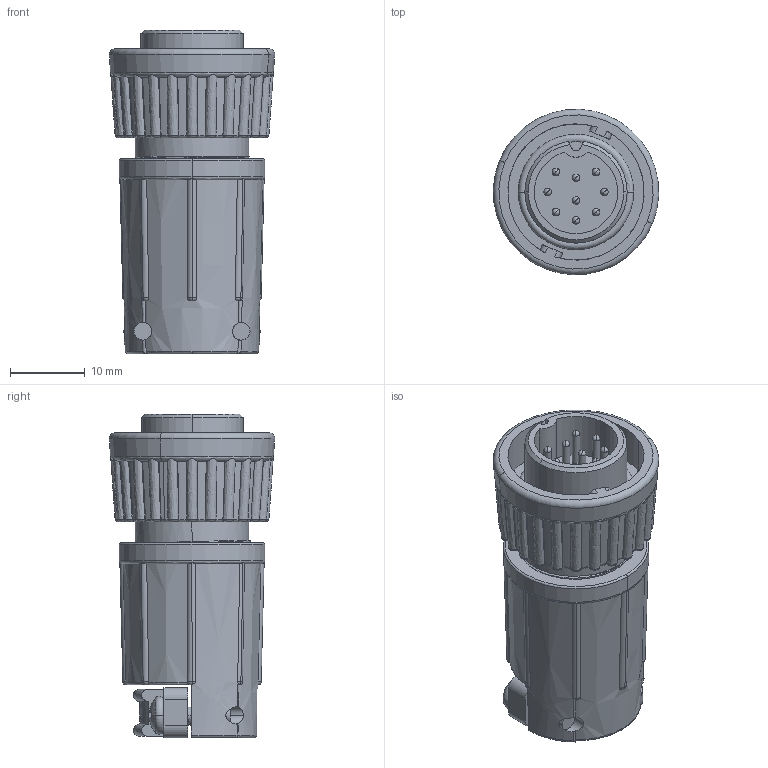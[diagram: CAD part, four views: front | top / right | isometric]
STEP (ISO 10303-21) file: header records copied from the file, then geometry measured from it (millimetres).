
FILE_DESCRIPTION (( 'STEP AP203' ), '1' );
FILE_NAME ('3280-9PG-524.STEP', '2013-09-27T20:19:59', ( 'J0FPBF1' ), ( '' ), 'SwSTEP 2.0', 'SolidWorks 2012', '' );
FILE_SCHEMA (( 'CONFIG_CONTROL_DESIGN' ));
Length unit declared in the file: inch
Products named in the file (1): 3280-9PG-524
Bounding box: 22.2 x 22.2 x 43.43 mm (x, y, z)
Volume: 9843.6 mm3; surface area: 5220 mm2
Topology: 1 solids, 1 shells, 455 faces, 1258 edges, 826 vertices
Faces by surface type: plane 134, bspline 99, cylinder 80, torus 65, cone 53, sphere 24
Entity records: 21116 total; most frequent: CARTESIAN_POINT 10613, ORIENTED_EDGE 2508, DIRECTION 1786, EDGE_CURVE 1254, VERTEX_POINT 824, AXIS2_PLACEMENT_3D 758, B_SPLINE_CURVE_WITH_KNOTS 561, EDGE_LOOP 480
